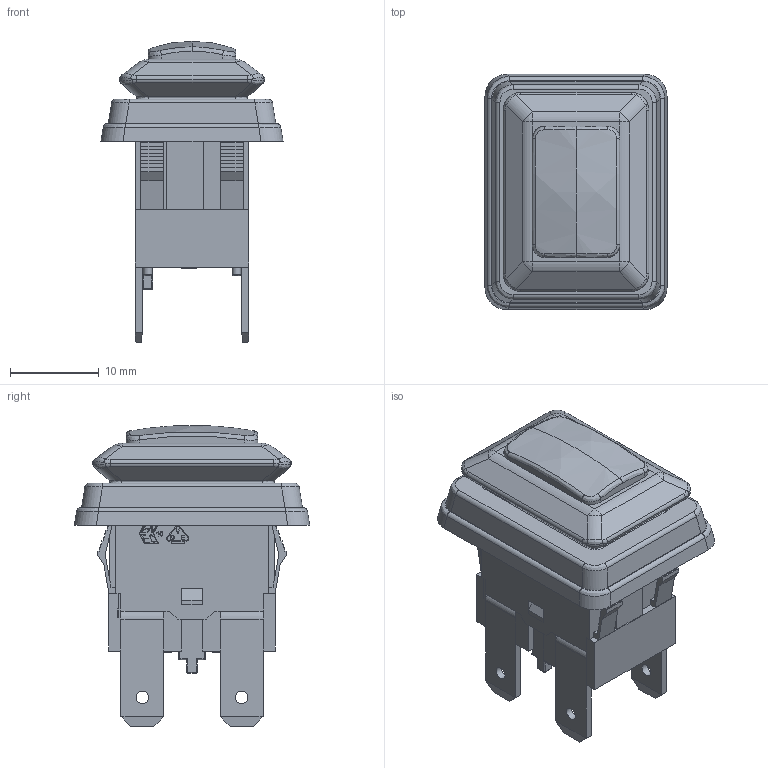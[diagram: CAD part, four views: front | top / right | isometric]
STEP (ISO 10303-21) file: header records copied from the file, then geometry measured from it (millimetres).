
FILE_DESCRIPTION(/* description */ (''),/* implementation_level */ '2;1');
FILE_NAME(/* name */ 'PA4R14Cx000-1xx.stp',/* time_stamp */ '2025-05-27T16:39:43-05:00',/* author */ ('mroman'),/* organization */ (''),/* preprocessor_version */ 'ST-DEVELOPER v18.1',/* originating_system */ 'Autodesk Inventor 2022',/* authorisation */ '');
FILE_SCHEMA (('AUTOMOTIVE_DESIGN { 1 0 10303 214 3 1 1 }'));
Length unit declared in the file: centimetre
Products named in the file (1): PA4R14Cx000-1xx
Bounding box: 20.5 x 26.5 x 33.9 mm (x, y, z)
Volume: 4612.3 mm3; surface area: 7081.2 mm2
Topology: 1 solids, 2 shells, 1389 faces, 3923 edges, 2535 vertices
Faces by surface type: plane 984, bspline 217, cylinder 170, sphere 12, torus 6
Full cylindrical faces by diameter (mm): 0.95 x4, 1.4 x4, 2.5 x2, 3 x1
Entity records: 46826 total; most frequent: CARTESIAN_POINT 11755, ORIENTED_EDGE 7846, DIRECTION 6344, EDGE_CURVE 3923, LINE 3098, VECTOR 3098, VERTEX_POINT 2535, AXIS2_PLACEMENT_3D 1623
